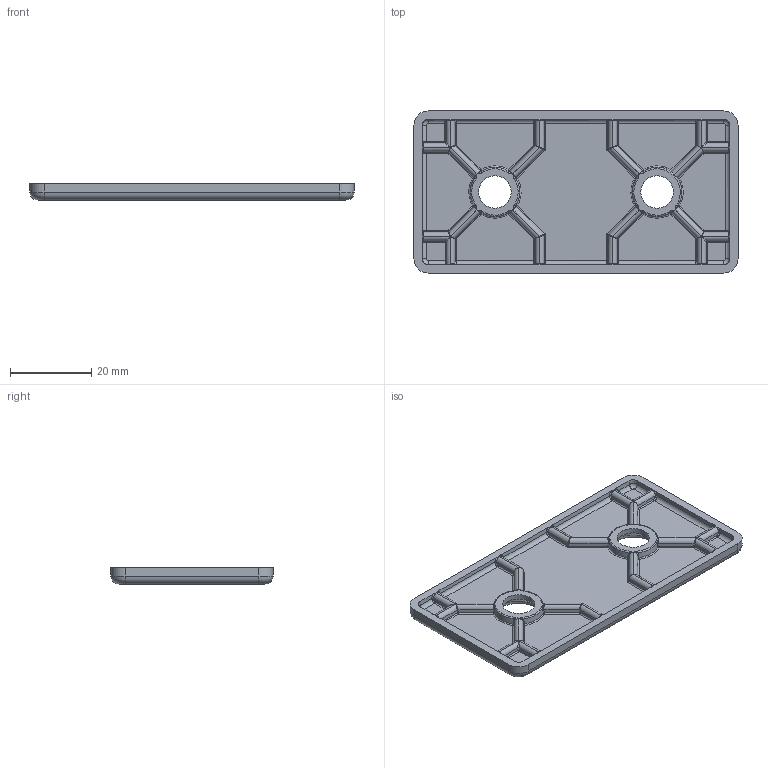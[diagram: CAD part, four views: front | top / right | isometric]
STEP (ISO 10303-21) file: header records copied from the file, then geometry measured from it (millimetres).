
FILE_DESCRIPTION (( 'STEP AP203' ), '1' );
FILE_NAME ('281005101_c_1.STEP', '2022-11-28T01:11:39', ( '' ), ( '' ), 'SwSTEP 2.0', 'SolidWorks 2014', '' );
FILE_SCHEMA (( 'CONFIG_CONTROL_DESIGN' ));
Length unit declared in the file: millimetre
Products named in the file (1): 281005101_c_1
Bounding box: 80 x 40 x 4 mm (x, y, z)
Volume: 7639.7 mm3; surface area: 7874.2 mm2
Topology: 1 solids, 1 shells, 414 faces, 943 edges, 508 vertices
Faces by surface type: bspline 163, cylinder 152, plane 73, cone 18, torus 8
Entity records: 17438 total; most frequent: CARTESIAN_POINT 9441, ORIENTED_EDGE 1818, DIRECTION 1396, EDGE_CURVE 909, AXIS2_PLACEMENT_3D 524, VERTEX_POINT 508, EDGE_LOOP 429, ADVANCED_FACE 414
